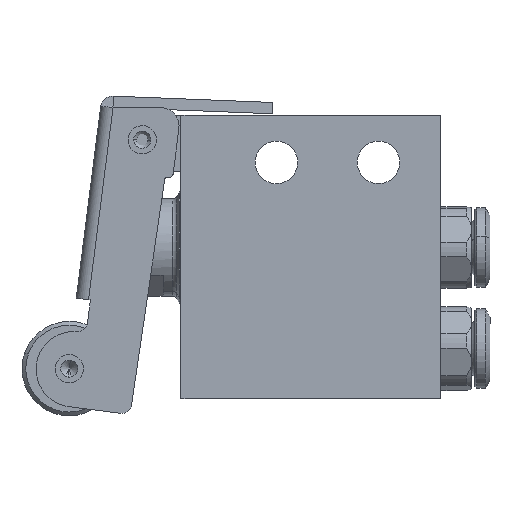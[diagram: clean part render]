
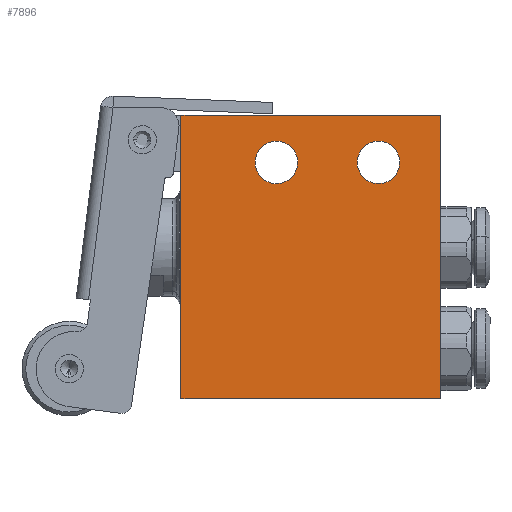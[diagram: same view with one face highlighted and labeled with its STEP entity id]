
A CAD part, front view. The second image highlights one B-rep face of the part: STEP entity #7896.
In plain terms, the highlighted planar face has unit normal (0, -1, 0).
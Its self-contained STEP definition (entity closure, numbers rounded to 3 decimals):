
#156 = VERTEX_POINT ( 'NONE', #9973 ) ;
#481 = CIRCLE ( 'NONE', #795, 2.25 ) ;
#643 = DIRECTION ( 'NONE',  ( 0., 0., -1. ) ) ;
#668 = DIRECTION ( 'NONE',  ( 0., 0., 1. ) ) ;
#669 = DIRECTION ( 'NONE',  ( 0., 0., 1. ) ) ;
#795 = AXIS2_PLACEMENT_3D ( 'NONE', #11240, #5963, #669 ) ;
#907 = ORIENTED_EDGE ( 'NONE', *, *, #1840, .T. ) ;
#1034 = PLANE ( 'NONE',  #8582 ) ;
#1125 = DIRECTION ( 'NONE',  ( -1., 0., 0. ) ) ;
#1279 = CARTESIAN_POINT ( 'NONE',  ( 10.65, -7.5, 10. ) ) ;
#1567 = CARTESIAN_POINT ( 'NONE',  ( -0.15, -7.5, 10. ) ) ;
#1573 = CARTESIAN_POINT ( 'NONE',  ( -10.25, -7.5, -15. ) ) ;
#1684 = EDGE_CURVE ( 'NONE', #4879, #156, #6430, .T. ) ;
#1840 = EDGE_CURVE ( 'NONE', #6185, #7352, #6567, .T. ) ;
#1908 = EDGE_CURVE ( 'NONE', #7352, #6185, #6838, .T. ) ;
#1986 = AXIS2_PLACEMENT_3D ( 'NONE', #10146, #4004, #8341 ) ;
#2510 = EDGE_LOOP ( 'NONE', ( #4576, #6446, #7929, #9522 ) ) ;
#2705 = CARTESIAN_POINT ( 'NONE',  ( -17.25, -7.5, 15. ) ) ;
#2856 = CARTESIAN_POINT ( 'NONE',  ( 0., -7.5, 0. ) ) ;
#3071 = FACE_BOUND ( 'NONE', #9815, .T. ) ;
#3129 = LINE ( 'NONE', #1573, #7265 ) ;
#3368 = ORIENTED_EDGE ( 'NONE', *, *, #1684, .T. ) ;
#3678 = CARTESIAN_POINT ( 'NONE',  ( 10.65, -7.5, 7.75 ) ) ;
#3699 = DIRECTION ( 'NONE',  ( 0., 1., 0. ) ) ;
#3746 = CARTESIAN_POINT ( 'NONE',  ( -10.25, -7.5, -15. ) ) ;
#3754 = DIRECTION ( 'NONE',  ( 0., 0., -1. ) ) ;
#3798 = LINE ( 'NONE', #6407, #5863 ) ;
#4004 = DIRECTION ( 'NONE',  ( 0., 1., 0. ) ) ;
#4163 = CARTESIAN_POINT ( 'NONE',  ( 17.25, -7.5, 15. ) ) ;
#4419 = LINE ( 'NONE', #9421, #8817 ) ;
#4576 = ORIENTED_EDGE ( 'NONE', *, *, #5209, .F. ) ;
#4879 = VERTEX_POINT ( 'NONE', #8927 ) ;
#5100 = DIRECTION ( 'NONE',  ( 0., 0., -1. ) ) ;
#5164 = AXIS2_PLACEMENT_3D ( 'NONE', #1567, #6849, #668 ) ;
#5209 = EDGE_CURVE ( 'NONE', #8229, #7084, #7497, .T. ) ;
#5266 = VERTEX_POINT ( 'NONE', #3746 ) ;
#5440 = CARTESIAN_POINT ( 'NONE',  ( 17.25, -7.5, -15. ) ) ;
#5530 = EDGE_CURVE ( 'NONE', #156, #4879, #481, .T. ) ;
#5540 = AXIS2_PLACEMENT_3D ( 'NONE', #1279, #3699, #9844 ) ;
#5863 = VECTOR ( 'NONE', #1125, 1000. ) ;
#5963 = DIRECTION ( 'NONE',  ( 0., 1., 0. ) ) ;
#6185 = VERTEX_POINT ( 'NONE', #9596 ) ;
#6316 = ORIENTED_EDGE ( 'NONE', *, *, #5530, .T. ) ;
#6407 = CARTESIAN_POINT ( 'NONE',  ( -17.25, -7.5, -15. ) ) ;
#6430 = CIRCLE ( 'NONE', #5164, 2.25 ) ;
#6446 = ORIENTED_EDGE ( 'NONE', *, *, #11052, .T. ) ;
#6567 = CIRCLE ( 'NONE', #1986, 2.25 ) ;
#6716 = EDGE_LOOP ( 'NONE', ( #907, #7619 ) ) ;
#6838 = CIRCLE ( 'NONE', #5540, 2.25 ) ;
#6849 = DIRECTION ( 'NONE',  ( 0., 1., 0. ) ) ;
#7084 = VERTEX_POINT ( 'NONE', #4163 ) ;
#7265 = VECTOR ( 'NONE', #5100, 1000. ) ;
#7352 = VERTEX_POINT ( 'NONE', #3678 ) ;
#7418 = EDGE_CURVE ( 'NONE', #8371, #5266, #3798, .T. ) ;
#7497 = LINE ( 'NONE', #2705, #9577 ) ;
#7619 = ORIENTED_EDGE ( 'NONE', *, *, #1908, .T. ) ;
#7751 = FACE_BOUND ( 'NONE', #6716, .T. ) ;
#7896 = ADVANCED_FACE ( 'NONE', ( #3071, #7751, #10102 ), #1034, .T. ) ;
#7929 = ORIENTED_EDGE ( 'NONE', *, *, #7418, .F. ) ;
#8229 = VERTEX_POINT ( 'NONE', #9535 ) ;
#8341 = DIRECTION ( 'NONE',  ( 0., 0., 1. ) ) ;
#8371 = VERTEX_POINT ( 'NONE', #5440 ) ;
#8582 = AXIS2_PLACEMENT_3D ( 'NONE', #2856, #9028, #3754 ) ;
#8817 = VECTOR ( 'NONE', #643, 1000. ) ;
#8927 = CARTESIAN_POINT ( 'NONE',  ( -0.15, -7.5, 12.25 ) ) ;
#9028 = DIRECTION ( 'NONE',  ( 0., -1., 0. ) ) ;
#9421 = CARTESIAN_POINT ( 'NONE',  ( 17.25, -7.5, 15. ) ) ;
#9522 = ORIENTED_EDGE ( 'NONE', *, *, #9774, .F. ) ;
#9535 = CARTESIAN_POINT ( 'NONE',  ( -10.25, -7.5, 15. ) ) ;
#9577 = VECTOR ( 'NONE', #10642, 1000. ) ;
#9596 = CARTESIAN_POINT ( 'NONE',  ( 10.65, -7.5, 12.25 ) ) ;
#9774 = EDGE_CURVE ( 'NONE', #7084, #8371, #4419, .T. ) ;
#9815 = EDGE_LOOP ( 'NONE', ( #3368, #6316 ) ) ;
#9844 = DIRECTION ( 'NONE',  ( 0., 0., 1. ) ) ;
#9973 = CARTESIAN_POINT ( 'NONE',  ( -0.15, -7.5, 7.75 ) ) ;
#10102 = FACE_OUTER_BOUND ( 'NONE', #2510, .T. ) ;
#10146 = CARTESIAN_POINT ( 'NONE',  ( 10.65, -7.5, 10. ) ) ;
#10642 = DIRECTION ( 'NONE',  ( 1., 0., 0. ) ) ;
#11052 = EDGE_CURVE ( 'NONE', #8229, #5266, #3129, .T. ) ;
#11240 = CARTESIAN_POINT ( 'NONE',  ( -0.15, -7.5, 10. ) ) ;
